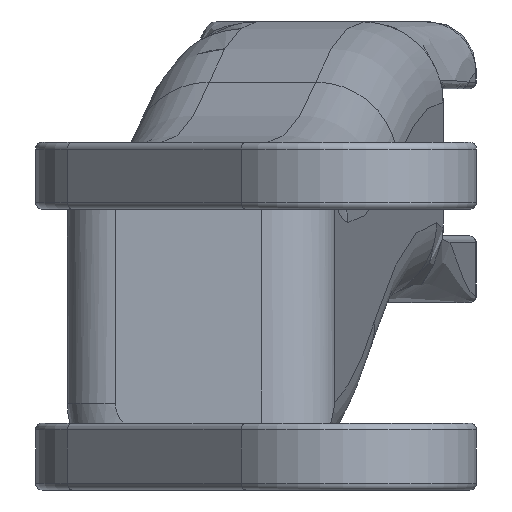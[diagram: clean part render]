
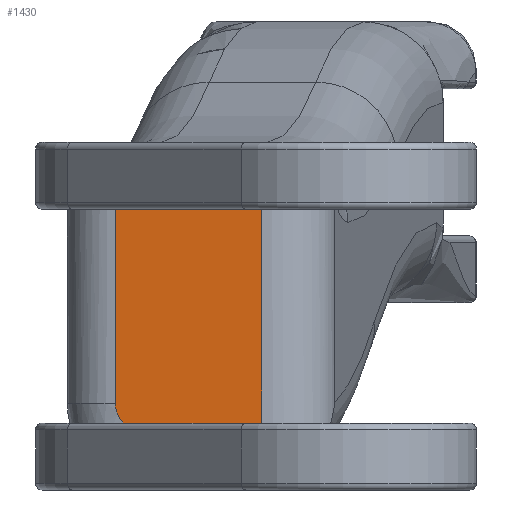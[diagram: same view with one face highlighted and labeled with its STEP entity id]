
A CAD part, left-side view. The second image highlights one B-rep face of the part: STEP entity #1430.
In plain terms, the highlighted planar face has unit normal (-0.995, 0.098, 0).
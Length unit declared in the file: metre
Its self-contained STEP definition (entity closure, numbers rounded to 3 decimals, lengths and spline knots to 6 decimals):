
#91=B_SPLINE_CURVE_WITH_KNOTS('',3,(#2481,#2482,#2483,#2484),
 .UNSPECIFIED.,.F.,.F.,(4,4),(0.,0.00164),.UNSPECIFIED.);
#193=LINE('',#2478,#247);
#194=LINE('',#2486,#248);
#195=LINE('',#2488,#249);
#196=LINE('',#2490,#250);
#247=VECTOR('',#1831,1.);
#248=VECTOR('',#1832,1.);
#249=VECTOR('',#1833,1.);
#250=VECTOR('',#1834,1.);
#365=ORIENTED_EDGE('',*,*,#797,.T.);
#366=ORIENTED_EDGE('',*,*,#798,.T.);
#367=ORIENTED_EDGE('',*,*,#799,.F.);
#368=ORIENTED_EDGE('',*,*,#800,.T.);
#369=ORIENTED_EDGE('',*,*,#801,.T.);
#797=EDGE_CURVE('',#1007,#1008,#193,.T.);
#798=EDGE_CURVE('',#1008,#1009,#91,.T.);
#799=EDGE_CURVE('',#1010,#1009,#194,.T.);
#800=EDGE_CURVE('',#1010,#1011,#195,.F.);
#801=EDGE_CURVE('',#1011,#1007,#196,.T.);
#1007=VERTEX_POINT('',#2479);
#1008=VERTEX_POINT('',#2480);
#1009=VERTEX_POINT('',#2485);
#1010=VERTEX_POINT('',#2487);
#1011=VERTEX_POINT('',#2489);
#1198=EDGE_LOOP('',(#365,#366,#367,#368,#369));
#1305=FACE_BOUND('',#1198,.T.);
#1398=PLANE('',#1568);
#1430=ADVANCED_FACE('',(#1305),#1398,.F.);
#1568=AXIS2_PLACEMENT_3D('',#2477,#1829,#1830);
#1829=DIRECTION('',(0.995,-0.098,0.));
#1830=DIRECTION('',(0.098,0.995,0.));
#1831=DIRECTION('',(0.,0.,-1.));
#1832=DIRECTION('',(0.098,0.995,0.));
#1833=DIRECTION('',(0.,0.,-1.));
#1834=DIRECTION('',(0.098,0.995,0.));
#2477=CARTESIAN_POINT('',(0.015696,-0.186454,0.013));
#2478=CARTESIAN_POINT('',(0.03569,0.017015,0.006203));
#2479=CARTESIAN_POINT('',(0.03569,0.017015,0.021));
#2480=CARTESIAN_POINT('',(0.03569,0.017015,0.006471));
#2481=CARTESIAN_POINT('',(0.03569,0.017015,0.006471));
#2482=CARTESIAN_POINT('',(0.03569,0.017015,0.005916));
#2483=CARTESIAN_POINT('',(0.035667,0.016783,0.005378));
#2484=CARTESIAN_POINT('',(0.035627,0.016379,0.005));
#2485=CARTESIAN_POINT('',(0.035627,0.016379,0.005));
#2486=CARTESIAN_POINT('',(0.015696,-0.186454,0.005));
#2487=CARTESIAN_POINT('',(0.034614,0.006068,0.005));
#2488=CARTESIAN_POINT('',(0.034614,0.006068,0.013));
#2489=CARTESIAN_POINT('',(0.034614,0.006068,0.021));
#2490=CARTESIAN_POINT('',(0.015696,-0.186454,0.021));
